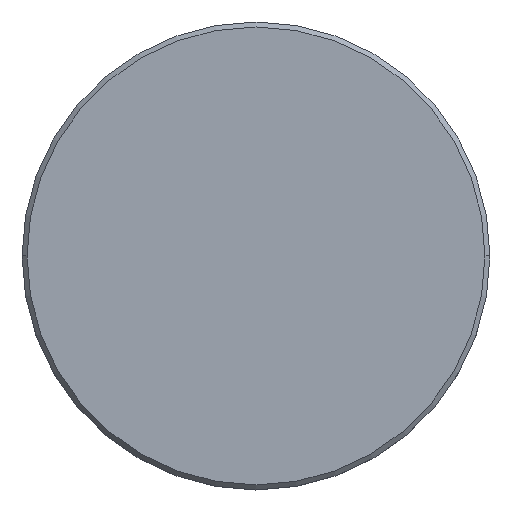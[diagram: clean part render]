
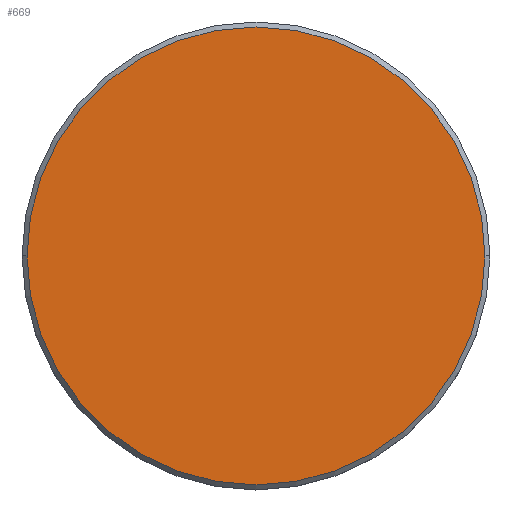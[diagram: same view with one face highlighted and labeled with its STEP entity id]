
A CAD part, top view. The second image highlights one B-rep face of the part: STEP entity #669.
In plain terms, the highlighted planar face has unit normal (0, 0, 1).
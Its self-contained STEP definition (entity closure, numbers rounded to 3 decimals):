
#18 = AXIS2_PLACEMENT_3D ( 'NONE', #903, #832, #207 ) ;
#119 = DIRECTION ( 'NONE',  ( 1., 0., 0. ) ) ;
#195 = EDGE_CURVE ( 'NONE', #1043, #254, #392, .T. ) ;
#198 = CARTESIAN_POINT ( 'NONE',  ( 0., 0., 0. ) ) ;
#207 = DIRECTION ( 'NONE',  ( 1., 0., 0. ) ) ;
#209 = DIRECTION ( 'NONE',  ( 0., 0., 1. ) ) ;
#249 = EDGE_LOOP ( 'NONE', ( #694, #598 ) ) ;
#254 = VERTEX_POINT ( 'NONE', #655 ) ;
#301 = DIRECTION ( 'NONE',  ( 0., 0., 1. ) ) ;
#370 = CARTESIAN_POINT ( 'NONE',  ( 0., 0., 0. ) ) ;
#392 = CIRCLE ( 'NONE', #1060, 23. ) ;
#598 = ORIENTED_EDGE ( 'NONE', *, *, #1082, .T. ) ;
#655 = CARTESIAN_POINT ( 'NONE',  ( 23., 0., 0. ) ) ;
#669 = ADVANCED_FACE ( 'NONE', ( #1011 ), #1022, .T. ) ;
#694 = ORIENTED_EDGE ( 'NONE', *, *, #195, .T. ) ;
#749 = DIRECTION ( 'NONE',  ( 1., 0., 0. ) ) ;
#788 = AXIS2_PLACEMENT_3D ( 'NONE', #370, #209, #119 ) ;
#813 = CARTESIAN_POINT ( 'NONE',  ( -23., 0., 0. ) ) ;
#832 = DIRECTION ( 'NONE',  ( 0., 0., 1. ) ) ;
#903 = CARTESIAN_POINT ( 'NONE',  ( 0., 0., 0. ) ) ;
#1011 = FACE_OUTER_BOUND ( 'NONE', #249, .T. ) ;
#1022 = PLANE ( 'NONE',  #788 ) ;
#1026 = CIRCLE ( 'NONE', #18, 23. ) ;
#1043 = VERTEX_POINT ( 'NONE', #813 ) ;
#1060 = AXIS2_PLACEMENT_3D ( 'NONE', #198, #301, #749 ) ;
#1082 = EDGE_CURVE ( 'NONE', #254, #1043, #1026, .T. ) ;
